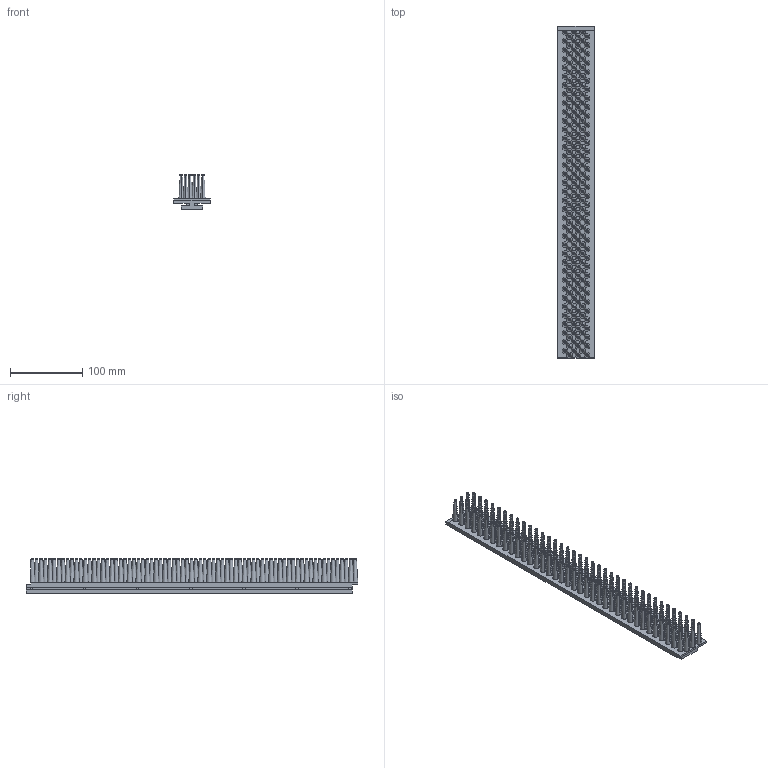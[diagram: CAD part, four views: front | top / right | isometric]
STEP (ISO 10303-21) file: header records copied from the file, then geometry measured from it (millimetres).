
FILE_DESCRIPTION(('CATIA V5 STEP Exchange','CAx-IF Rec.Pracs.--- Model Styling and Organization---1.5--- 2016-08-15','CAx-IF Rec.Pracs.---Supplemental Geometry---1.0---2011-11-01','CAx-IF Rec.Pracs.--- Composite Materials ---1.1---2010-07-15'),'2;1');
FILE_NAME('BRUSH DUNNAGE TRK-E.stp','2022-11-01T14:56:12+00:00',('none'),('none'),'CATIA Version 5-6 Release 2020 SP3 HF5','CATIA V5 STEP AP214 Edition 3 v2','none');
FILE_SCHEMA(('AUTOMOTIVE_DESIGN { 1 0 10303 214 3 1 1 1 }'));
Length unit declared in the file: inch
Products named in the file (1): DE42 BRUSH DUNNAGE TRK-E
Bounding box: 50.8 x 458.79 x 48.01 mm (x, y, z)
Volume: 411121.6 mm3; surface area: 201856 mm2
Topology: 1 solids, 1 shells, 1184 faces, 2445 edges, 1482 vertices
Faces by surface type: cone 444, torus 444, plane 296
Entity records: 28893 total; most frequent: CARTESIAN_POINT 5041, ORIENTED_EDGE 4890, DIRECTION 4281, AXIS2_PLACEMENT_3D 2698, EDGE_CURVE 2445, CIRCLE 1776, VERTEX_POINT 1482, EDGE_LOOP 1403
